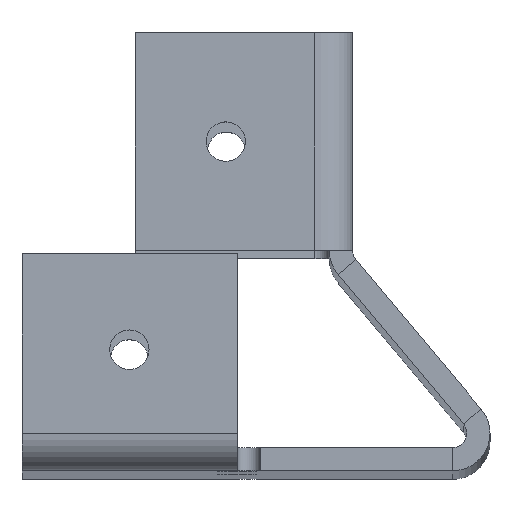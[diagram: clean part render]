
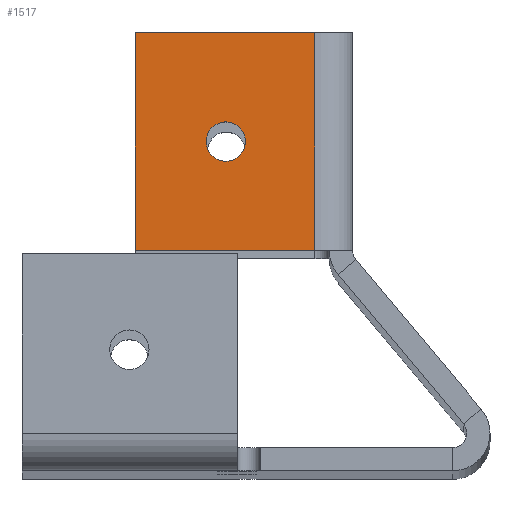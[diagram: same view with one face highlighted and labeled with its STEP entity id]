
A CAD part, top view. The second image highlights one B-rep face of the part: STEP entity #1517.
In plain terms, the highlighted planar face has unit normal (0, 0, 1).
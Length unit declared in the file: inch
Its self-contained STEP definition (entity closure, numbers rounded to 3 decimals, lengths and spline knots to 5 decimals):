
#38=FACE_BOUND('',#278,.T.);
#84=PLANE('',#1665);
#166=FACE_OUTER_BOUND('',#277,.T.);
#277=EDGE_LOOP('',(#1289,#1290,#1291,#1292));
#278=EDGE_LOOP('',(#1293));
#407=LINE('',#2457,#547);
#411=LINE('',#2467,#551);
#417=LINE('',#2483,#557);
#419=LINE('',#2486,#559);
#547=VECTOR('',#2014,0.3937);
#551=VECTOR('',#2024,0.086);
#557=VECTOR('',#2042,0.3937);
#559=VECTOR('',#2046,0.3937);
#596=CIRCLE('',#1546,0.068);
#666=VERTEX_POINT('',#2163);
#759=VERTEX_POINT('',#2455);
#760=VERTEX_POINT('',#2456);
#763=VERTEX_POINT('',#2465);
#767=VERTEX_POINT('',#2482);
#790=EDGE_CURVE('',#666,#666,#596,.T.);
#935=EDGE_CURVE('',#759,#760,#407,.T.);
#941=EDGE_CURVE('',#760,#763,#411,.T.);
#949=EDGE_CURVE('',#767,#759,#417,.T.);
#951=EDGE_CURVE('',#763,#767,#419,.T.);
#1289=ORIENTED_EDGE('',*,*,#935,.T.);
#1290=ORIENTED_EDGE('',*,*,#941,.T.);
#1291=ORIENTED_EDGE('',*,*,#951,.T.);
#1292=ORIENTED_EDGE('',*,*,#949,.T.);
#1293=ORIENTED_EDGE('',*,*,#790,.T.);
#1517=ADVANCED_FACE('',(#166,#38),#84,.T.);
#1546=AXIS2_PLACEMENT_3D('',#2164,#1707,#1708);
#1665=AXIS2_PLACEMENT_3D('',#2489,#2050,#2051);
#1707=DIRECTION('center_axis',(0.,0.,
-1.));
#1708=DIRECTION('ref_axis',(1.,0.,0.));
#2014=DIRECTION('',(0.,1.,0.));
#2024=DIRECTION('',(-1.,0.,0.));
#2042=DIRECTION('',(1.,0.,0.));
#2046=DIRECTION('',(0.,-1.,0.));
#2050=DIRECTION('center_axis',(0.,0.,
1.));
#2051=DIRECTION('ref_axis',(0.,-1.,0.));
#2163=CARTESIAN_POINT('',(19.55889,1.1793,0.00424));
#2164=CARTESIAN_POINT('Origin',(19.62689,1.1793,0.00424));
#2455=CARTESIAN_POINT('',(19.93471,0.80317,0.00424));
#2456=CARTESIAN_POINT('',(19.93471,1.55585,0.00424));
#2457=CARTESIAN_POINT('',(19.93471,1.17951,0.00424));
#2465=CARTESIAN_POINT('',(19.31471,1.55585,0.00424));
#2467=CARTESIAN_POINT('',(20.20489,1.55585,0.00424));
#2482=CARTESIAN_POINT('',(19.31471,0.80317,0.00424));
#2483=CARTESIAN_POINT('',(19.93471,0.80317,0.00424));
#2486=CARTESIAN_POINT('',(19.31471,0.80317,0.00424));
#2489=CARTESIAN_POINT('Origin',(28.43481,-0.80465,0.00424));
